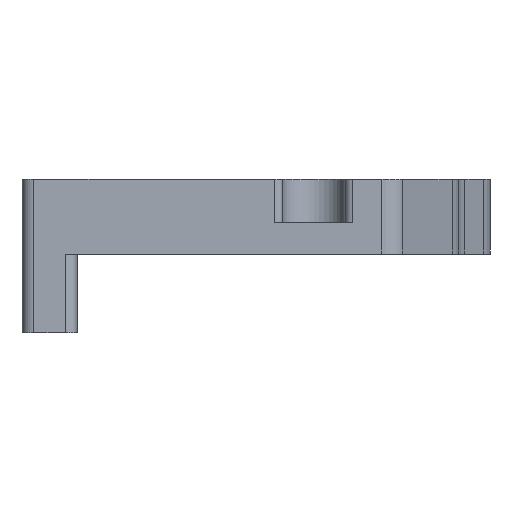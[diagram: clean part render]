
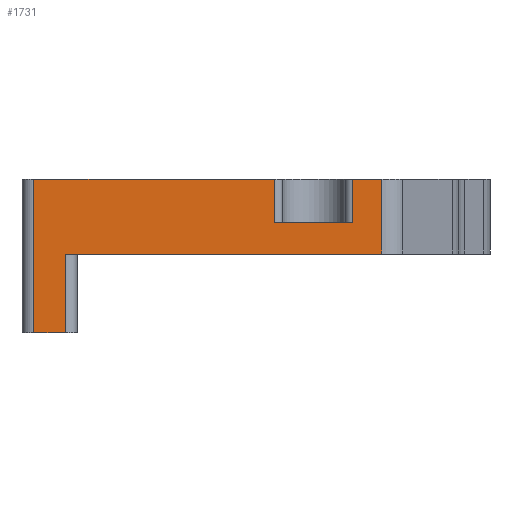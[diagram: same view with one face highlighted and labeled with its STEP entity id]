
A CAD part, left-side view. The second image highlights one B-rep face of the part: STEP entity #1731.
In plain terms, the highlighted planar face has unit normal (-1, 0, 0).
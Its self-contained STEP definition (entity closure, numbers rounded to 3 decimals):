
#71=PLANE('',#1875);
#145=FACE_OUTER_BOUND('',#258,.T.);
#258=EDGE_LOOP('',(#1446,#1447,#1448,#1449,#1450,#1451,#1452,#1453,#1454,
#1455));
#330=LINE('',#2493,#508);
#331=LINE('',#2501,#509);
#359=LINE('',#2591,#537);
#402=LINE('',#2701,#580);
#408=LINE('',#2718,#586);
#410=LINE('',#2725,#588);
#445=LINE('',#2803,#623);
#447=LINE('',#2807,#625);
#448=LINE('',#2809,#626);
#449=LINE('',#2810,#627);
#508=VECTOR('',#1983,30.625);
#509=VECTOR('',#1990,3.693);
#537=VECTOR('',#2058,40.268);
#580=VECTOR('',#2137,19.5);
#586=VECTOR('',#2157,10.);
#588=VECTOR('',#2165,4.);
#623=VECTOR('',#2254,9.5);
#625=VECTOR('',#2258,5.5);
#626=VECTOR('',#2259,9.95);
#627=VECTOR('',#2260,5.5);
#762=VERTEX_POINT('',#2490);
#763=VERTEX_POINT('',#2492);
#766=VERTEX_POINT('',#2498);
#767=VERTEX_POINT('',#2500);
#808=VERTEX_POINT('',#2588);
#809=VERTEX_POINT('',#2590);
#858=VERTEX_POINT('',#2699);
#862=VERTEX_POINT('',#2716);
#881=VERTEX_POINT('',#2806);
#882=VERTEX_POINT('',#2808);
#934=EDGE_CURVE('',#762,#763,#330,.T.);
#938=EDGE_CURVE('',#766,#767,#331,.T.);
#983=EDGE_CURVE('',#808,#809,#359,.T.);
#1039=EDGE_CURVE('',#858,#762,#402,.T.);
#1048=EDGE_CURVE('',#809,#862,#408,.T.);
#1052=EDGE_CURVE('',#862,#858,#410,.T.);
#1089=EDGE_CURVE('',#767,#808,#445,.T.);
#1091=EDGE_CURVE('',#881,#766,#447,.T.);
#1092=EDGE_CURVE('',#882,#881,#448,.T.);
#1093=EDGE_CURVE('',#763,#882,#449,.T.);
#1446=ORIENTED_EDGE('',*,*,#1039,.F.);
#1447=ORIENTED_EDGE('',*,*,#1052,.F.);
#1448=ORIENTED_EDGE('',*,*,#1048,.F.);
#1449=ORIENTED_EDGE('',*,*,#983,.F.);
#1450=ORIENTED_EDGE('',*,*,#1089,.F.);
#1451=ORIENTED_EDGE('',*,*,#938,.F.);
#1452=ORIENTED_EDGE('',*,*,#1091,.F.);
#1453=ORIENTED_EDGE('',*,*,#1092,.F.);
#1454=ORIENTED_EDGE('',*,*,#1093,.F.);
#1455=ORIENTED_EDGE('',*,*,#934,.F.);
#1731=ADVANCED_FACE('',(#145),#71,.T.);
#1875=AXIS2_PLACEMENT_3D('',#2805,#2256,#2257);
#1983=DIRECTION('',(0.,-1.,0.));
#1990=DIRECTION('',(0.,-1.,0.));
#2058=DIRECTION('',(0.,1.,0.));
#2137=DIRECTION('',(0.,0.,1.));
#2157=DIRECTION('',(0.,0.,-1.));
#2165=DIRECTION('',(0.,1.,0.));
#2254=DIRECTION('',(0.,0.,-1.));
#2256=DIRECTION('center_axis',(-1.,0.,0.));
#2257=DIRECTION('ref_axis',(0.,1.,0.));
#2258=DIRECTION('',(0.,0.,1.));
#2259=DIRECTION('',(0.,-1.,0.));
#2260=DIRECTION('',(0.,0.,-1.));
#2490=CARTESIAN_POINT('',(-65.,46.3,9.5));
#2492=CARTESIAN_POINT('',(-65.,15.675,9.5));
#2493=CARTESIAN_POINT('',(-65.,47.8,9.5));
#2498=CARTESIAN_POINT('',(-65.,5.725,9.5));
#2500=CARTESIAN_POINT('',(-65.,2.032,9.5));
#2501=CARTESIAN_POINT('',(-65.,47.8,9.5));
#2588=CARTESIAN_POINT('',(-65.,2.032,0.));
#2590=CARTESIAN_POINT('',(-65.,42.3,0.));
#2591=CARTESIAN_POINT('',(-65.,3.175,0.));
#2699=CARTESIAN_POINT('',(-65.,46.3,-10.));
#2701=CARTESIAN_POINT('',(-65.,46.3,9.5));
#2716=CARTESIAN_POINT('',(-65.,42.3,-10.));
#2718=CARTESIAN_POINT('',(-65.,42.3,4.75));
#2725=CARTESIAN_POINT('',(-65.,-11.7,-10.));
#2803=CARTESIAN_POINT('',(-65.,2.032,4.75));
#2805=CARTESIAN_POINT('Origin',(-65.,-11.7,9.5));
#2806=CARTESIAN_POINT('',(-65.,5.725,4.));
#2807=CARTESIAN_POINT('',(-65.,5.725,9.5));
#2808=CARTESIAN_POINT('',(-65.,15.675,4.));
#2809=CARTESIAN_POINT('',(-65.,-0.5,4.));
#2810=CARTESIAN_POINT('',(-65.,15.675,9.5));
